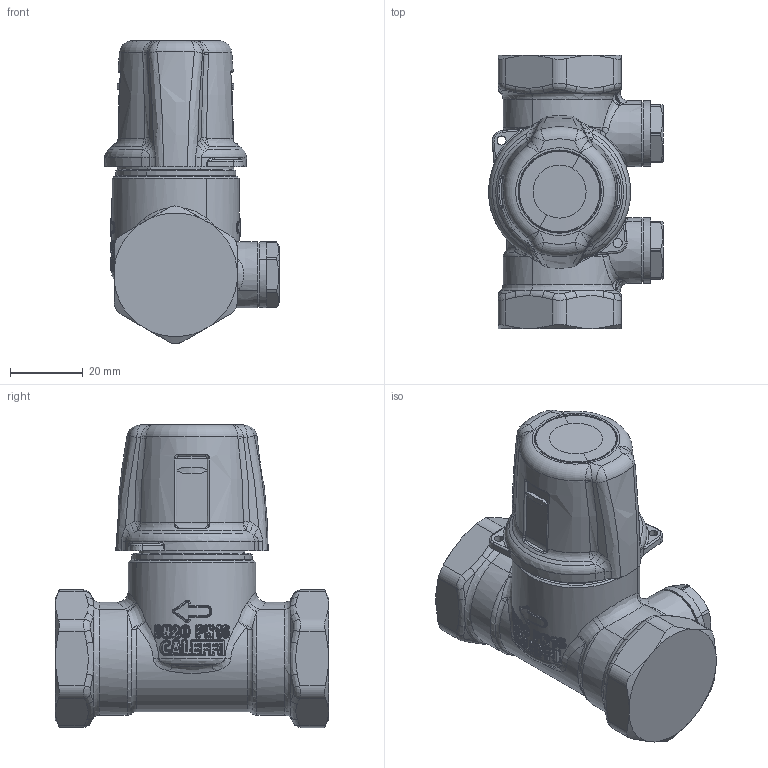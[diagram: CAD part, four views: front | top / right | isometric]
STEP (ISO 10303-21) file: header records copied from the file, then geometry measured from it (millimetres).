
FILE_DESCRIPTION(('CATIA V5 STEP Exchange','CAx-IF Rec.Pracs.--- Model Styling and Organization---1.5--- 2016-08-15','CAx-IF Rec.Pracs.---Supplemental Geometry---1.0---2011-11-01','CAx-IF Rec.Pracs.--- Composite Materials ---3.4---2017-06-13','CAx-IF Rec.Pracs.---Tessellated 3D Geometry---1.0---2015-12-17'),'2;1');
FILE_NAME('STEP_142250_-_TST.stp','2025-05-06T12:15:50+00:00',('none'),('none'),'CATIA Version 5-6 Release 2020 SP5','CATIA V5 STEP AP242 v2','none');
FILE_SCHEMA(('AP242_MANAGED_MODEL_BASED_3D_ENGINEERING_MIM_LF {1 0 10303 442 1 1 4}'));
Products named in the file (1): 142250 WSR - TST
Bounding box: 48 x 75 x 83.24 mm (x, y, z)
Volume: 115792.8 mm3; surface area: 17826.1 mm2
Topology: 1 solids, 1 shells, 1523 faces, 3563 edges, 1948 vertices
Faces by surface type: bspline 979, cylinder 216, plane 127, sphere 99, cone 51, torus 47, revolution 4
Entity records: 94733 total; most frequent: CARTESIAN_POINT 70063, ORIENTED_EDGE 6888, EDGE_CURVE 3444, B_SPLINE_CURVE_WITH_KNOTS 2610, VERTEX_POINT 1948, DIRECTION 1652, EDGE_LOOP 1552, ADVANCED_FACE 1523
